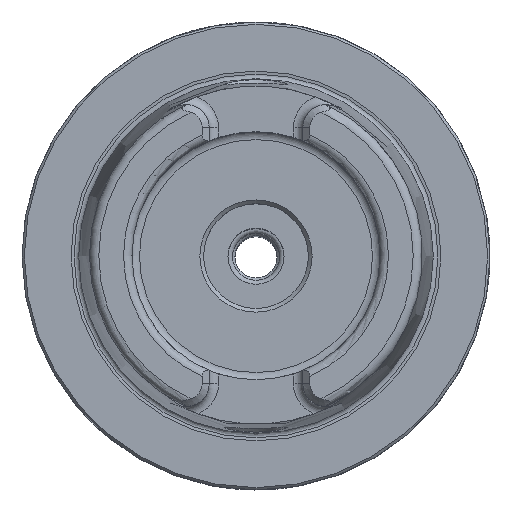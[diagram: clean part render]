
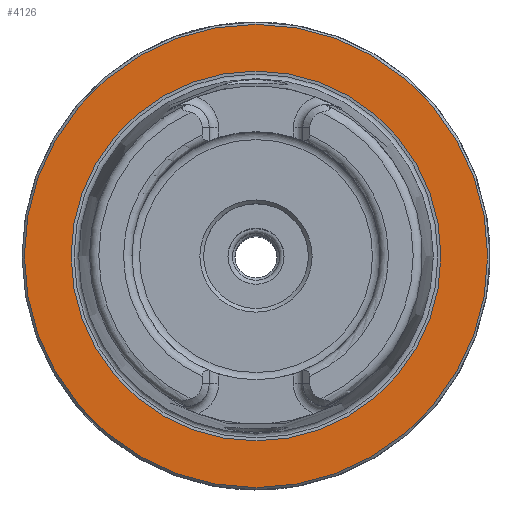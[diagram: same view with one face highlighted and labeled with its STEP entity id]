
A CAD part, top view. The second image highlights one B-rep face of the part: STEP entity #4126.
In plain terms, the highlighted planar face has unit normal (0, 0, 1).
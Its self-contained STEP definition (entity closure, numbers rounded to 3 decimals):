
#386=PLANE('',#4420);
#721=ORIENTED_EDGE('',*,*,#1271,.T.);
#722=ORIENTED_EDGE('',*,*,#1268,.F.);
#1268=EDGE_CURVE('',#1579,#1579,#1816,.T.);
#1271=EDGE_CURVE('',#1582,#1582,#1819,.T.);
#1579=VERTEX_POINT('',#6131);
#1582=VERTEX_POINT('',#6140);
#1816=CIRCLE('',#4415,39.511);
#1819=CIRCLE('',#4421,49.5);
#2059=EDGE_LOOP('',(#721));
#2060=EDGE_LOOP('',(#722));
#2385=FACE_BOUND('',#2059,.T.);
#2386=FACE_BOUND('',#2060,.T.);
#4126=ADVANCED_FACE('',(#2385,#2386),#386,.T.);
#4415=AXIS2_PLACEMENT_3D('',#6130,#5006,#5007);
#4420=AXIS2_PLACEMENT_3D('',#6138,#5016,#5017);
#4421=AXIS2_PLACEMENT_3D('',#6139,#5018,#5019);
#5006=DIRECTION('',(0.,0.,1.));
#5007=DIRECTION('',(1.,0.,0.));
#5016=DIRECTION('',(0.,0.,1.));
#5017=DIRECTION('',(1.,0.,0.));
#5018=DIRECTION('',(0.,0.,1.));
#5019=DIRECTION('',(1.,0.,0.));
#6130=CARTESIAN_POINT('',(0.,0.,0.));
#6131=CARTESIAN_POINT('',(39.511,0.,0.));
#6138=CARTESIAN_POINT('',(49.5,0.,0.));
#6139=CARTESIAN_POINT('',(0.,0.,0.));
#6140=CARTESIAN_POINT('',(49.5,0.,0.));
